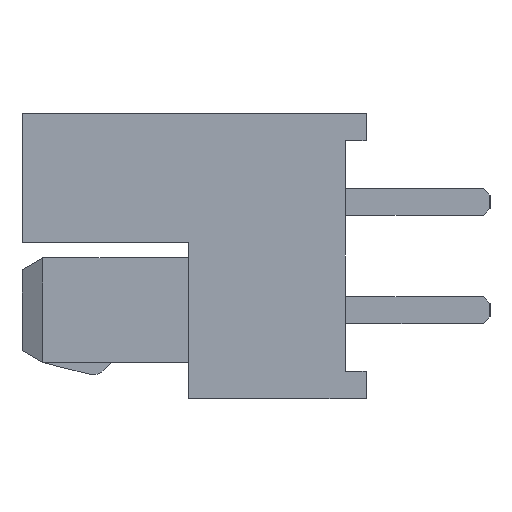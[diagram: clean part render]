
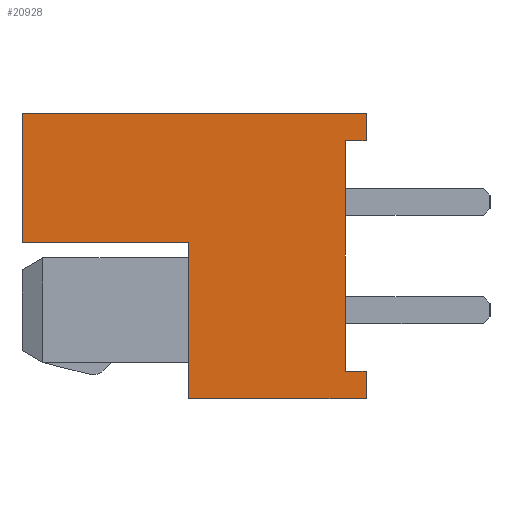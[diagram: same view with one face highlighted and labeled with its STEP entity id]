
A CAD part, left-side view. The second image highlights one B-rep face of the part: STEP entity #20928.
In plain terms, the highlighted planar face has unit normal (-1, 0, 0).
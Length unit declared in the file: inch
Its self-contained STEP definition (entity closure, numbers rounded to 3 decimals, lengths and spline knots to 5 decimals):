
#582=ORIENTED_EDGE('',*,*,#6758,.F.);
#583=ORIENTED_EDGE('',*,*,#6759,.F.);
#584=ORIENTED_EDGE('',*,*,#6382,.F.);
#585=ORIENTED_EDGE('',*,*,#6240,.F.);
#586=ORIENTED_EDGE('',*,*,#6270,.F.);
#587=ORIENTED_EDGE('',*,*,#6623,.T.);
#588=ORIENTED_EDGE('',*,*,#6621,.T.);
#589=ORIENTED_EDGE('',*,*,#6749,.T.);
#590=ORIENTED_EDGE('',*,*,#6747,.F.);
#591=ORIENTED_EDGE('',*,*,#6760,.F.);
#6240=EDGE_CURVE('',#9342,#9343,#11342,.T.);
#6270=EDGE_CURVE('',#9369,#9342,#11372,.T.);
#6382=EDGE_CURVE('',#9343,#9478,#11484,.T.);
#6621=EDGE_CURVE('',#9701,#9711,#11723,.T.);
#6623=EDGE_CURVE('',#9369,#9701,#11725,.T.);
#6747=EDGE_CURVE('',#9825,#9823,#11849,.T.);
#6749=EDGE_CURVE('',#9711,#9823,#11851,.T.);
#6758=EDGE_CURVE('',#9832,#9833,#11860,.T.);
#6759=EDGE_CURVE('',#9478,#9832,#11861,.T.);
#6760=EDGE_CURVE('',#9833,#9825,#11862,.T.);
#9342=VERTEX_POINT('',#28277);
#9343=VERTEX_POINT('',#28279);
#9369=VERTEX_POINT('',#28340);
#9478=VERTEX_POINT('',#28564);
#9701=VERTEX_POINT('',#29016);
#9711=VERTEX_POINT('',#29036);
#9823=VERTEX_POINT('',#29280);
#9825=VERTEX_POINT('',#29284);
#9832=VERTEX_POINT('',#29307);
#9833=VERTEX_POINT('',#29308);
#11342=LINE('',#28278,#14442);
#11372=LINE('',#28341,#14472);
#11484=LINE('',#28563,#14584);
#11723=LINE('',#29037,#14823);
#11725=LINE('',#29040,#14825);
#11849=LINE('',#29285,#14949);
#11851=LINE('',#29288,#14951);
#11860=LINE('',#29306,#14960);
#11861=LINE('',#29309,#14961);
#11862=LINE('',#29310,#14962);
#14442=VECTOR('',#23055,39.37008);
#14472=VECTOR('',#23097,39.37008);
#14584=VECTOR('',#23213,39.37008);
#14823=VECTOR('',#23454,39.37008);
#14825=VECTOR('',#23458,39.37008);
#14949=VECTOR('',#23596,39.37008);
#14951=VECTOR('',#23600,39.37008);
#14960=VECTOR('',#23615,39.37008);
#14961=VECTOR('',#23616,39.37008);
#14962=VECTOR('',#23617,39.37008);
#17661=EDGE_LOOP('',(#582,#583,#584,#585,#586,#587,#588,#589,#590,#591));
#18817=FACE_BOUND('',#17661,.T.);
#19873=PLANE('',#22010);
#20928=ADVANCED_FACE('',(#18817),#19873,.F.);
#22010=AXIS2_PLACEMENT_3D('',#29305,#23613,#23614);
#23055=DIRECTION('',(0.,1.,0.));
#23097=DIRECTION('',(0.,0.,-1.));
#23213=DIRECTION('',(0.,0.,1.));
#23454=DIRECTION('',(0.,0.,1.));
#23458=DIRECTION('',(0.,1.,0.));
#23596=DIRECTION('',(0.,0.,-1.));
#23600=DIRECTION('',(0.,-1.,0.));
#23613=DIRECTION('',(1.,0.,0.));
#23614=DIRECTION('',(0.,0.,-1.));
#23615=DIRECTION('',(0.,0.,1.));
#23616=DIRECTION('',(0.,1.,0.));
#23617=DIRECTION('',(0.,-1.,0.));
#28277=CARTESIAN_POINT('',(-1.01465,0.,-0.10375));
#28278=CARTESIAN_POINT('',(-1.01465,0.,-0.10375));
#28279=CARTESIAN_POINT('',(-1.01465,0.129,-0.10375));
#28340=CARTESIAN_POINT('',(-1.01465,0.,-0.08375));
#28341=CARTESIAN_POINT('',(-1.01465,0.,0.10375));
#28563=CARTESIAN_POINT('',(-1.01465,0.129,-0.12465));
#28564=CARTESIAN_POINT('',(-1.01465,0.129,0.01));
#29016=CARTESIAN_POINT('',(-1.01465,0.015,-0.08375));
#29036=CARTESIAN_POINT('',(-1.01465,0.015,0.08375));
#29037=CARTESIAN_POINT('',(-1.01465,0.015,-0.08375));
#29040=CARTESIAN_POINT('',(-1.01465,0.,-0.08375));
#29280=CARTESIAN_POINT('',(-1.01465,0.,0.08375));
#29284=CARTESIAN_POINT('',(-1.01465,0.,0.10375));
#29285=CARTESIAN_POINT('',(-1.01465,0.,0.10375));
#29288=CARTESIAN_POINT('',(-1.01465,0.015,0.08375));
#29305=CARTESIAN_POINT('',(-1.01465,0.,0.));
#29306=CARTESIAN_POINT('',(-1.01465,0.25,-0.10375));
#29307=CARTESIAN_POINT('',(-1.01465,0.25,0.01));
#29308=CARTESIAN_POINT('',(-1.01465,0.25,0.10375));
#29309=CARTESIAN_POINT('',(-1.01465,0.129,0.01));
#29310=CARTESIAN_POINT('',(-1.01465,0.25,0.10375));
